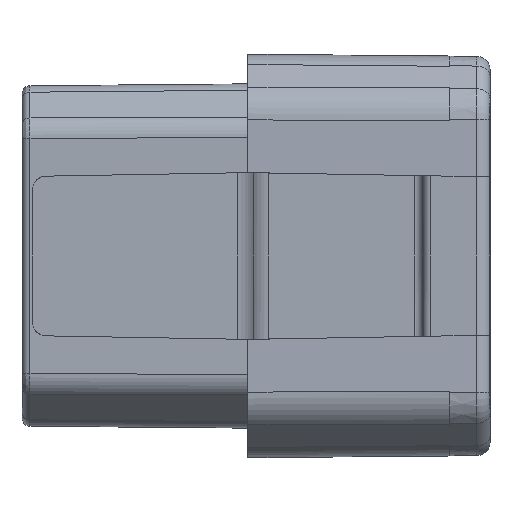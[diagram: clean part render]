
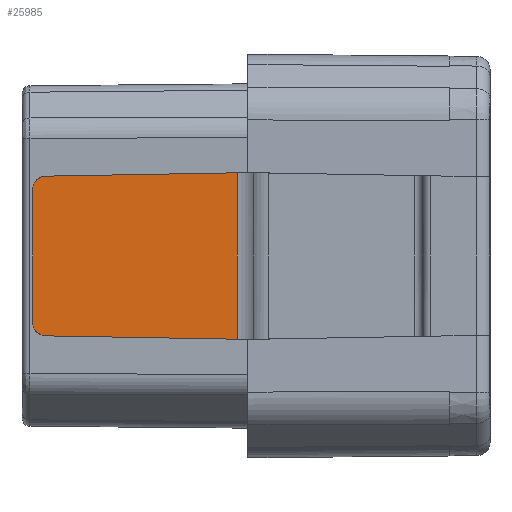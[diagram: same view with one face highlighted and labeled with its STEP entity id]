
A CAD part, left-side view. The second image highlights one B-rep face of the part: STEP entity #25985.
In plain terms, the highlighted planar face has unit normal (-1, 0.018, 0).
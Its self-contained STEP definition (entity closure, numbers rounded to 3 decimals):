
#6330=DIRECTION('',(0.,0.,-1.));
#6331=VECTOR('',#6330,6.186);
#6332=CARTESIAN_POINT('',(-18.593,0.392,
3.093));
#6333=LINE('',#6332,#6331);
#6334=CARTESIAN_POINT('',(-18.46,8.,-2.469));
#6335=CARTESIAN_POINT('',(-18.46,8.,-2.551));
#6336=CARTESIAN_POINT('',(-18.461,7.965,
-2.68));
#6337=CARTESIAN_POINT('',(-18.463,7.864,
-2.827));
#6338=CARTESIAN_POINT('',(-18.465,7.719,
-2.93));
#6339=CARTESIAN_POINT('',(-18.468,7.591,
-2.968));
#6340=CARTESIAN_POINT('',(-18.469,7.509,
-2.969));
#6342=CARTESIAN_POINT('',(-18.469,7.509,2.969));
#6343=CARTESIAN_POINT('',(-18.468,7.591,2.968));
#6344=CARTESIAN_POINT('',(-18.465,7.719,2.93));
#6345=CARTESIAN_POINT('',(-18.463,7.864,2.827));
#6346=CARTESIAN_POINT('',(-18.461,7.965,2.68));
#6347=CARTESIAN_POINT('',(-18.46,8.,2.551));
#6348=CARTESIAN_POINT('',(-18.46,8.,2.469));
#6350=DIRECTION('',(-0.017,-1.,0.017));
#6351=VECTOR('',#6350,7.119);
#6352=CARTESIAN_POINT('',(-18.469,7.509,2.969));
#6353=LINE('',#6352,#6351);
#6354=DIRECTION('',(-0.017,-1.,-0.017));
#6355=VECTOR('',#6354,7.119);
#6356=CARTESIAN_POINT('',(-18.469,7.509,
-2.969));
#6357=LINE('',#6356,#6355);
#6570=DIRECTION('',(0.,0.,-1.));
#6571=VECTOR('',#6570,4.938);
#6572=CARTESIAN_POINT('',(-18.46,8.,2.469));
#6573=LINE('',#6572,#6571);
#14781=VERTEX_POINT('',#6334);
#14782=VERTEX_POINT('',#6340);
#14786=CARTESIAN_POINT('',(-18.469,7.509,
2.969));
#14787=VERTEX_POINT('',#14786);
#14788=VERTEX_POINT('',#6348);
#14805=CARTESIAN_POINT('',(-18.593,0.392,
3.093));
#14806=CARTESIAN_POINT('',(-18.593,0.392,
-3.093));
#14807=VERTEX_POINT('',#14805);
#14808=VERTEX_POINT('',#14806);
#25967=CARTESIAN_POINT('',(-18.6,0.,-3.681));
#25968=DIRECTION('',(-1.,0.017,0.));
#25969=DIRECTION('',(0.,0.,1.));
#25970=AXIS2_PLACEMENT_3D('',#25967,#25968,#25969);
#25971=PLANE('',#25970);
#25972=ORIENTED_EDGE('',*,*,#25948,.T.);
#25974=ORIENTED_EDGE('',*,*,#25973,.F.);
#25976=ORIENTED_EDGE('',*,*,#25975,.F.);
#25978=ORIENTED_EDGE('',*,*,#25977,.F.);
#25980=ORIENTED_EDGE('',*,*,#25979,.F.);
#25982=ORIENTED_EDGE('',*,*,#25981,.T.);
#25983=EDGE_LOOP('',(#25972,#25974,#25976,#25978,#25980,#25982));
#25984=FACE_OUTER_BOUND('',#25983,.F.);
#6341=B_SPLINE_CURVE_WITH_KNOTS('',3,(#6334,#6335,#6336,#6337,#6338,#6339,
#6340),.UNSPECIFIED.,.F.,.F.,(4,1,1,1,4),(0.,0.25,0.5,0.75,1.),
.UNSPECIFIED.);
#6349=B_SPLINE_CURVE_WITH_KNOTS('',3,(#6342,#6343,#6344,#6345,#6346,#6347,
#6348),.UNSPECIFIED.,.F.,.F.,(4,1,1,1,4),(0.,0.25,0.5,0.75,1.),
.UNSPECIFIED.);
#25948=EDGE_CURVE('',#14807,#14808,#6333,.T.);
#25973=EDGE_CURVE('',#14782,#14808,#6357,.T.);
#25975=EDGE_CURVE('',#14781,#14782,#6341,.T.);
#25977=EDGE_CURVE('',#14788,#14781,#6573,.T.);
#25979=EDGE_CURVE('',#14787,#14788,#6349,.T.);
#25981=EDGE_CURVE('',#14787,#14807,#6353,.T.);
#25985=ADVANCED_FACE('',(#25984),#25971,.T.);
